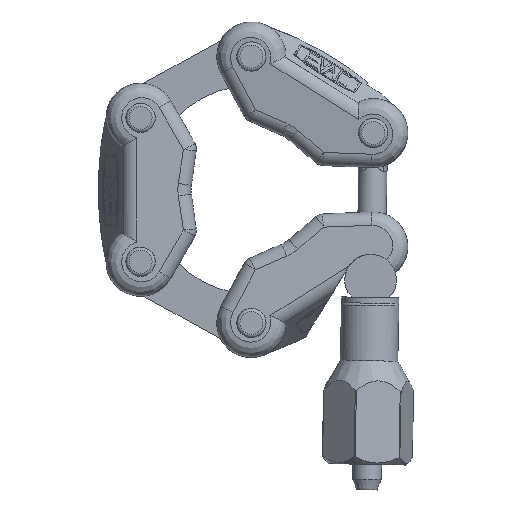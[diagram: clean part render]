
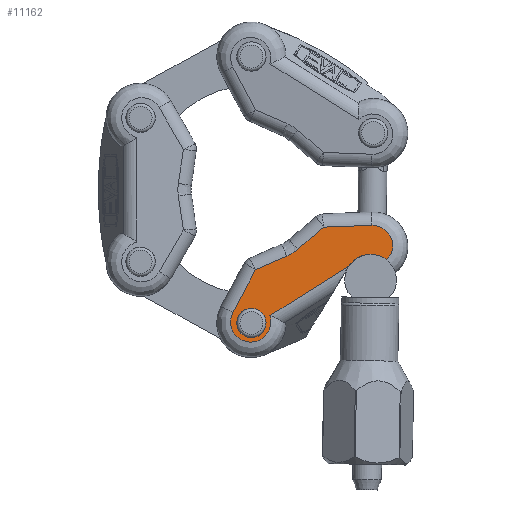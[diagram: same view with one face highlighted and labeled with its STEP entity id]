
A CAD part, left-side view. The second image highlights one B-rep face of the part: STEP entity #11162.
In plain terms, the highlighted face is planar.
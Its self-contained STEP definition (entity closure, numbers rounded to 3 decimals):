
#395=ELLIPSE('',#11940,7.529,7.5);
#406=ELLIPSE('',#12000,2.56,2.55);
#407=ELLIPSE('',#12001,4.517,4.5);
#681=B_SPLINE_CURVE_WITH_KNOTS('',3,(#20545,#20546,#20547,#20548,#20549,
#20550,#20551),.UNSPECIFIED.,.F.,.F.,(4,1,1,1,4),(0.,0.25,0.5,0.75,1.),
 .UNSPECIFIED.);
#683=B_SPLINE_CURVE_WITH_KNOTS('',3,(#20639,#20640,#20641,#20642,#20643,
#20644,#20645,#20646,#20647,#20648),.UNSPECIFIED.,.F.,.F.,(4,1,1,1,1,1,
1,4),(0.,0.125,0.25,0.375,0.5,0.625,0.75,1.),.UNSPECIFIED.);
#3530=ORIENTED_EDGE('',*,*,#5558,.F.);
#3531=ORIENTED_EDGE('',*,*,#5559,.T.);
#3532=ORIENTED_EDGE('',*,*,#5560,.T.);
#3533=ORIENTED_EDGE('',*,*,#5309,.F.);
#3534=ORIENTED_EDGE('',*,*,#5561,.F.);
#3535=ORIENTED_EDGE('',*,*,#5562,.F.);
#3536=ORIENTED_EDGE('',*,*,#5353,.F.);
#3537=ORIENTED_EDGE('',*,*,#5563,.F.);
#3538=ORIENTED_EDGE('',*,*,#5564,.F.);
#3539=ORIENTED_EDGE('',*,*,#5311,.F.);
#5309=EDGE_CURVE('',#6561,#6556,#681,.F.);
#5311=EDGE_CURVE('',#6562,#6564,#683,.F.);
#5353=EDGE_CURVE('',#6605,#6606,#395,.T.);
#5558=EDGE_CURVE('',#6740,#6740,#406,.T.);
#5559=EDGE_CURVE('',#6562,#6741,#7791,.T.);
#5560=EDGE_CURVE('',#6741,#6556,#407,.T.);
#5561=EDGE_CURVE('',#6611,#6561,#7792,.T.);
#5562=EDGE_CURVE('',#6606,#6611,#7793,.T.);
#5563=EDGE_CURVE('',#6600,#6605,#7794,.T.);
#5564=EDGE_CURVE('',#6564,#6600,#7795,.T.);
#6556=VERTEX_POINT('',#20520);
#6561=VERTEX_POINT('',#20544);
#6562=VERTEX_POINT('',#20637);
#6564=VERTEX_POINT('',#20649);
#6600=VERTEX_POINT('',#20834);
#6605=VERTEX_POINT('',#20880);
#6606=VERTEX_POINT('',#20882);
#6611=VERTEX_POINT('',#20958);
#6740=VERTEX_POINT('',#22046);
#6741=VERTEX_POINT('',#22048);
#7791=LINE('',#22047,#8822);
#7792=LINE('',#22050,#8823);
#7793=LINE('',#22051,#8824);
#7794=LINE('',#22052,#8825);
#7795=LINE('',#22053,#8826);
#8822=VECTOR('',#14183,1000.);
#8823=VECTOR('',#14186,1000.);
#8824=VECTOR('',#14187,1000.);
#8825=VECTOR('',#14188,1000.);
#8826=VECTOR('',#14189,1000.);
#9467=EDGE_LOOP('',(#3530));
#9468=EDGE_LOOP('',(#3531,#3532,#3533,#3534,#3535,#3536,#3537,#3538,#3539));
#10156=FACE_BOUND('',#9467,.T.);
#10157=FACE_BOUND('',#9468,.T.);
#10632=PLANE('',#11999);
#11162=ADVANCED_FACE('',(#10156,#10157),#10632,.T.);
#11940=AXIS2_PLACEMENT_3D('',#20881,#13935,#13936);
#11999=AXIS2_PLACEMENT_3D('',#22044,#14179,#14180);
#12000=AXIS2_PLACEMENT_3D('',#22045,#14181,#14182);
#12001=AXIS2_PLACEMENT_3D('',#22049,#14184,#14185);
#13935=DIRECTION('',(0.996,-0.087,0.));
#13936=DIRECTION('',(0.087,0.996,0.));
#14179=DIRECTION('',(0.996,-0.087,0.));
#14180=DIRECTION('',(0.,0.,-1.));
#14181=DIRECTION('',(0.996,-0.087,0.));
#14182=DIRECTION('',(-0.087,-0.996,0.));
#14183=DIRECTION('',(0.,0.,1.));
#14184=DIRECTION('',(-0.996,0.087,0.));
#14185=DIRECTION('',(0.087,0.996,0.));
#14186=DIRECTION('',(0.044,0.5,0.865));
#14187=DIRECTION('',(-0.013,-0.148,0.989));
#14188=DIRECTION('',(0.013,0.148,0.989));
#14189=DIRECTION('',(-0.044,-0.5,0.865));
#20520=CARTESIAN_POINT('',(10.236,4.437,13.243));
#20544=CARTESIAN_POINT('',(9.671,-2.014,14.25));
#20545=CARTESIAN_POINT('',(10.236,4.437,13.243));
#20546=CARTESIAN_POINT('',(10.223,4.287,13.933));
#20547=CARTESIAN_POINT('',(10.16,3.567,15.202));
#20548=CARTESIAN_POINT('',(9.987,1.59,16.174));
#20549=CARTESIAN_POINT('',(9.796,-0.588,15.85));
#20550=CARTESIAN_POINT('',(9.702,-1.661,14.862));
#20551=CARTESIAN_POINT('',(9.671,-2.014,14.25));
#20637=CARTESIAN_POINT('',(10.011,1.87,-9.105));
#20639=CARTESIAN_POINT('',(9.671,-2.014,-14.25));
#20640=CARTESIAN_POINT('',(9.697,-1.725,-14.75));
#20641=CARTESIAN_POINT('',(9.769,-0.902,-15.598));
#20642=CARTESIAN_POINT('',(9.917,0.793,-16.138));
#20643=CARTESIAN_POINT('',(10.07,2.541,-15.811));
#20644=CARTESIAN_POINT('',(10.191,3.926,-14.696));
#20645=CARTESIAN_POINT('',(10.252,4.618,-13.06));
#20646=CARTESIAN_POINT('',(10.233,4.403,-10.692));
#20647=CARTESIAN_POINT('',(10.109,2.992,-9.387));
#20648=CARTESIAN_POINT('',(10.011,1.87,-9.105));
#20649=CARTESIAN_POINT('',(9.671,-2.014,-14.25));
#20834=CARTESIAN_POINT('',(9.304,-6.211,-6.98));
#20880=CARTESIAN_POINT('',(9.381,-5.334,-1.109));
#20881=CARTESIAN_POINT('',(8.732,-12.751,0.));
#20882=CARTESIAN_POINT('',(9.381,-5.334,1.109));
#20958=CARTESIAN_POINT('',(9.304,-6.211,6.98));
#22044=CARTESIAN_POINT('',(10.011,1.87,0.));
#22045=CARTESIAN_POINT('',(9.956,1.235,-12.5));
#22046=CARTESIAN_POINT('',(9.733,-1.315,-12.5));
#22047=CARTESIAN_POINT('',(10.011,1.87,-9.105));
#22048=CARTESIAN_POINT('',(10.011,1.87,7.07));
#22049=CARTESIAN_POINT('',(10.367,5.935,9.));
#22050=CARTESIAN_POINT('',(9.304,-6.211,6.98));
#22051=CARTESIAN_POINT('',(9.381,-5.334,1.109));
#22052=CARTESIAN_POINT('',(9.304,-6.211,-6.98));
#22053=CARTESIAN_POINT('',(9.671,-2.014,-14.25));
